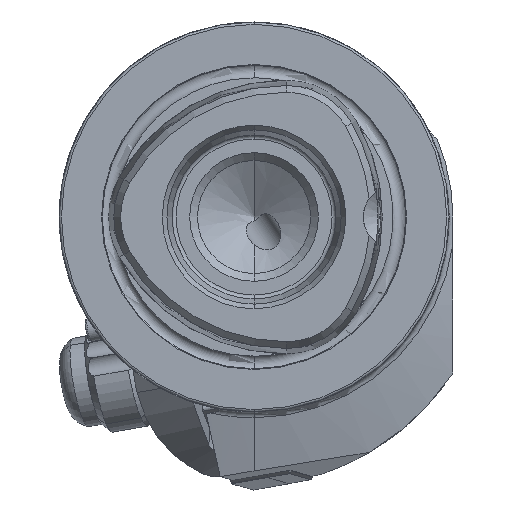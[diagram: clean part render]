
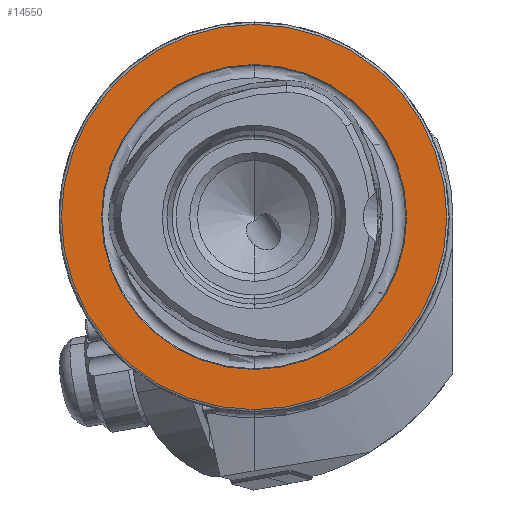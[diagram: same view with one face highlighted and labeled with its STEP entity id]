
A CAD part, left-side view. The second image highlights one B-rep face of the part: STEP entity #14550.
In plain terms, the highlighted planar face has unit normal (-1, 0, 0).
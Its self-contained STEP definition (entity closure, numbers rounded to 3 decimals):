
#493 = CARTESIAN_POINT ( 'NONE',  ( 0., 0., 0. ) ) ;
#647 = DIRECTION ( 'NONE',  ( -1., 0., 0. ) ) ;
#1082 = ORIENTED_EDGE ( 'NONE', *, *, #9370, .F. ) ;
#1191 = DIRECTION ( 'NONE',  ( 1., 0., 0. ) ) ;
#1785 = DIRECTION ( 'NONE',  ( 0., 0., 1. ) ) ;
#2194 = CARTESIAN_POINT ( 'NONE',  ( 0., 0., 0. ) ) ;
#2322 = ORIENTED_EDGE ( 'NONE', *, *, #7785, .F. ) ;
#2644 = DIRECTION ( 'NONE',  ( 0., 0., 1. ) ) ;
#3094 = CARTESIAN_POINT ( 'NONE',  ( 0., 0., 24.7 ) ) ;
#3840 = CARTESIAN_POINT ( 'NONE',  ( 0., 0., 0. ) ) ;
#4393 = DIRECTION ( 'NONE',  ( 0., 0., 1. ) ) ;
#4836 = EDGE_LOOP ( 'NONE', ( #13504, #10258 ) ) ;
#5125 = CARTESIAN_POINT ( 'NONE',  ( 0., 0., -19.55 ) ) ;
#5301 = AXIS2_PLACEMENT_3D ( 'NONE', #5699, #1191, #5806 ) ;
#5494 = DIRECTION ( 'NONE',  ( -1., 0., 0. ) ) ;
#5606 = VERTEX_POINT ( 'NONE', #10299 ) ;
#5699 = CARTESIAN_POINT ( 'NONE',  ( 0., 19.55, 0. ) ) ;
#5806 = DIRECTION ( 'NONE',  ( 0., 0., -1. ) ) ;
#6086 = AXIS2_PLACEMENT_3D ( 'NONE', #493, #647, #1785 ) ;
#6841 = DIRECTION ( 'NONE',  ( 0., 0., 1. ) ) ;
#7476 = VERTEX_POINT ( 'NONE', #3094 ) ;
#7531 = EDGE_CURVE ( 'NONE', #7476, #5606, #7838, .T. ) ;
#7785 = EDGE_CURVE ( 'NONE', #8447, #13895, #10701, .T. ) ;
#7838 = CIRCLE ( 'NONE', #13437, 24.7 ) ;
#8151 = AXIS2_PLACEMENT_3D ( 'NONE', #3840, #14200, #2644 ) ;
#8196 = DIRECTION ( 'NONE',  ( -1., 0., 0. ) ) ;
#8447 = VERTEX_POINT ( 'NONE', #5125 ) ;
#9370 = EDGE_CURVE ( 'NONE', #13895, #8447, #9756, .T. ) ;
#9756 = CIRCLE ( 'NONE', #11007, 19.55 ) ;
#10258 = ORIENTED_EDGE ( 'NONE', *, *, #11864, .T. ) ;
#10299 = CARTESIAN_POINT ( 'NONE',  ( 0., 0., -24.7 ) ) ;
#10701 = CIRCLE ( 'NONE', #6086, 19.55 ) ;
#10903 = FACE_BOUND ( 'NONE', #12236, .T. ) ;
#11007 = AXIS2_PLACEMENT_3D ( 'NONE', #12692, #8196, #6841 ) ;
#11356 = PLANE ( 'NONE',  #5301 ) ;
#11615 = FACE_OUTER_BOUND ( 'NONE', #4836, .T. ) ;
#11864 = EDGE_CURVE ( 'NONE', #5606, #7476, #14311, .T. ) ;
#12236 = EDGE_LOOP ( 'NONE', ( #1082, #2322 ) ) ;
#12692 = CARTESIAN_POINT ( 'NONE',  ( 0., 0., 0. ) ) ;
#13437 = AXIS2_PLACEMENT_3D ( 'NONE', #2194, #5494, #4393 ) ;
#13504 = ORIENTED_EDGE ( 'NONE', *, *, #7531, .T. ) ;
#13895 = VERTEX_POINT ( 'NONE', #14108 ) ;
#14108 = CARTESIAN_POINT ( 'NONE',  ( 0., 0., 19.55 ) ) ;
#14200 = DIRECTION ( 'NONE',  ( -1., 0., 0. ) ) ;
#14311 = CIRCLE ( 'NONE', #8151, 24.7 ) ;
#14550 = ADVANCED_FACE ( 'NONE', ( #10903, #11615 ), #11356, .F. ) ;
